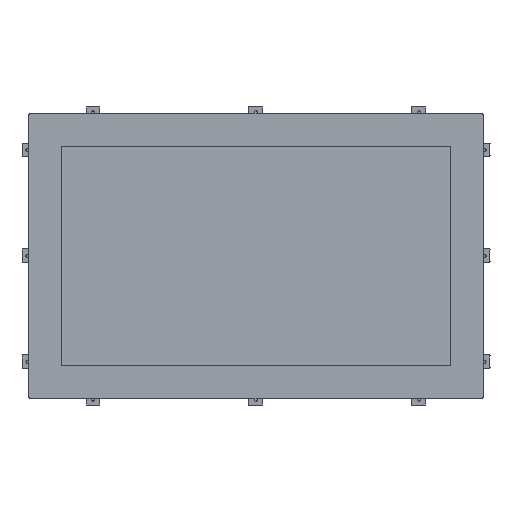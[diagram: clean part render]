
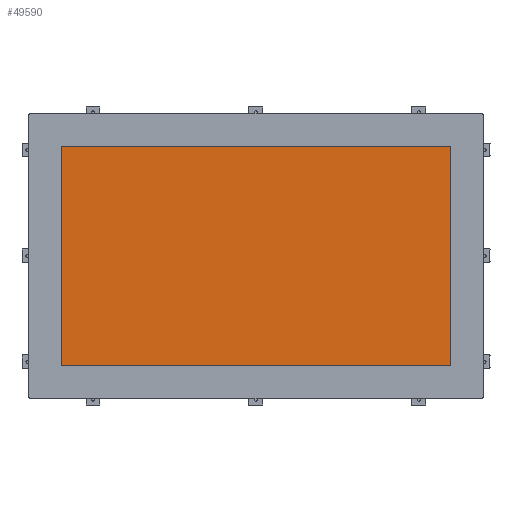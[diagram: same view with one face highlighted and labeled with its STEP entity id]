
A CAD part, top view. The second image highlights one B-rep face of the part: STEP entity #49590.
In plain terms, the highlighted planar face has unit normal (0, 0, 1).
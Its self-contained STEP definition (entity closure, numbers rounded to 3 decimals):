
#49554=AXIS2_PLACEMENT_3D('Plane Axis2P3D',#49551,#49552,#49553) ;
#49551=CARTESIAN_POINT('Axis2P3D Location',(77.414,48.264,52.44)) ;
#49556=CARTESIAN_POINT('Line Origine',(526.364,182.964,52.44)) ;
#49560=CARTESIAN_POINT('Vertex',(526.364,48.114,52.44)) ;
#49562=CARTESIAN_POINT('Vertex',(526.364,317.814,52.44)) ;
#49565=CARTESIAN_POINT('Line Origine',(287.264,317.814,52.44)) ;
#49569=CARTESIAN_POINT('Vertex',(48.164,317.814,52.44)) ;
#49572=CARTESIAN_POINT('Line Origine',(48.164,182.964,52.44)) ;
#49576=CARTESIAN_POINT('Vertex',(48.164,48.114,52.44)) ;
#49579=CARTESIAN_POINT('Line Origine',(287.264,48.114,52.44)) ;
#49552=DIRECTION('Axis2P3D Direction',(0.,0.,1.)) ;
#49553=DIRECTION('Axis2P3D XDirection',(1.,0.,0.)) ;
#49557=DIRECTION('Vector Direction',(0.,1.,0.)) ;
#49566=DIRECTION('Vector Direction',(-1.,0.,0.)) ;
#49573=DIRECTION('Vector Direction',(0.,-1.,0.)) ;
#49580=DIRECTION('Vector Direction',(1.,0.,0.)) ;
#49558=VECTOR('Line Direction',#49557,1.) ;
#49567=VECTOR('Line Direction',#49566,1.) ;
#49574=VECTOR('Line Direction',#49573,1.) ;
#49581=VECTOR('Line Direction',#49580,1.) ;
#49585=ORIENTED_EDGE('',*,*,#49564,.T.) ;
#49586=ORIENTED_EDGE('',*,*,#49571,.T.) ;
#49587=ORIENTED_EDGE('',*,*,#49578,.T.) ;
#49588=ORIENTED_EDGE('',*,*,#49583,.T.) ;
#49590=ADVANCED_FACE('UV66',(#49589),#49555,.T.) ;
#49564=EDGE_CURVE('',#49561,#49563,#49559,.T.) ;
#49571=EDGE_CURVE('',#49563,#49570,#49568,.T.) ;
#49578=EDGE_CURVE('',#49570,#49577,#49575,.T.) ;
#49583=EDGE_CURVE('',#49577,#49561,#49582,.T.) ;
#49584=EDGE_LOOP('',(#49585,#49586,#49587,#49588)) ;
#49589=FACE_OUTER_BOUND('',#49584,.T.) ;
#49559=LINE('Line',#49556,#49558) ;
#49568=LINE('Line',#49565,#49567) ;
#49575=LINE('Line',#49572,#49574) ;
#49582=LINE('Line',#49579,#49581) ;
#49555=PLANE('',#49554) ;
#49561=VERTEX_POINT('',#49560) ;
#49563=VERTEX_POINT('',#49562) ;
#49570=VERTEX_POINT('',#49569) ;
#49577=VERTEX_POINT('',#49576) ;
